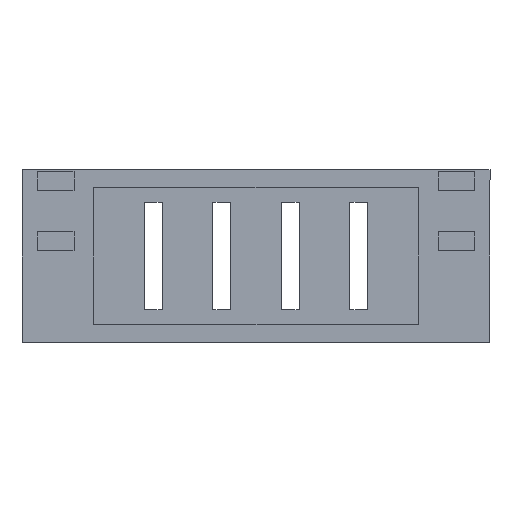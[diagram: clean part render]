
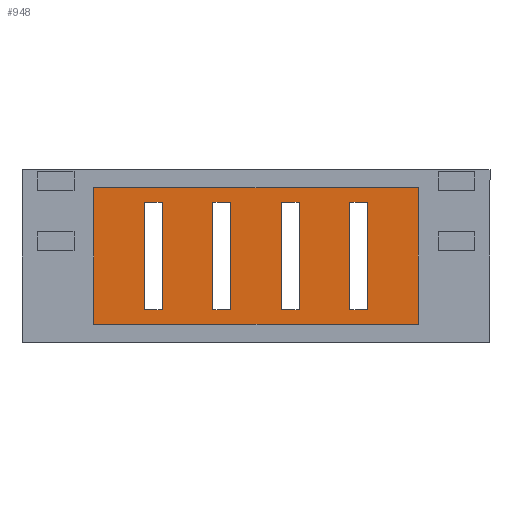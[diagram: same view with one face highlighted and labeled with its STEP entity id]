
A CAD part, front view. The second image highlights one B-rep face of the part: STEP entity #948.
In plain terms, the highlighted planar face has unit normal (0, -1, 0).
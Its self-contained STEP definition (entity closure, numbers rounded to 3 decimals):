
#19=FACE_BOUND('',#161,.T.);
#20=FACE_BOUND('',#162,.T.);
#21=FACE_BOUND('',#163,.T.);
#22=FACE_BOUND('',#164,.T.);
#58=PLANE('',#1018);
#109=FACE_OUTER_BOUND('',#160,.T.);
#160=EDGE_LOOP('',(#778,#779,#780,#781));
#161=EDGE_LOOP('',(#782,#783,#784,#785));
#162=EDGE_LOOP('',(#786,#787,#788,#789));
#163=EDGE_LOOP('',(#790,#791,#792,#793));
#164=EDGE_LOOP('',(#794,#795,#796,#797));
#228=LINE('',#1365,#352);
#231=LINE('',#1371,#355);
#234=LINE('',#1377,#358);
#237=LINE('',#1381,#361);
#240=LINE('',#1389,#364);
#243=LINE('',#1395,#367);
#246=LINE('',#1401,#370);
#249=LINE('',#1405,#373);
#252=LINE('',#1413,#376);
#255=LINE('',#1419,#379);
#258=LINE('',#1425,#382);
#261=LINE('',#1429,#385);
#264=LINE('',#1437,#388);
#267=LINE('',#1443,#391);
#270=LINE('',#1449,#394);
#273=LINE('',#1453,#397);
#276=LINE('',#1461,#400);
#278=LINE('',#1465,#402);
#281=LINE('',#1471,#405);
#282=LINE('',#1472,#406);
#352=VECTOR('',#1112,10.);
#355=VECTOR('',#1117,10.);
#358=VECTOR('',#1122,10.);
#361=VECTOR('',#1127,10.);
#364=VECTOR('',#1132,10.);
#367=VECTOR('',#1137,10.);
#370=VECTOR('',#1142,10.);
#373=VECTOR('',#1147,10.);
#376=VECTOR('',#1152,10.);
#379=VECTOR('',#1157,10.);
#382=VECTOR('',#1162,10.);
#385=VECTOR('',#1167,10.);
#388=VECTOR('',#1172,10.);
#391=VECTOR('',#1177,10.);
#394=VECTOR('',#1182,10.);
#397=VECTOR('',#1187,10.);
#400=VECTOR('',#1192,10.);
#402=VECTOR('',#1196,10.);
#405=VECTOR('',#1201,10.);
#406=VECTOR('',#1202,10.);
#476=VERTEX_POINT('',#1362);
#477=VERTEX_POINT('',#1364);
#479=VERTEX_POINT('',#1370);
#481=VERTEX_POINT('',#1376);
#484=VERTEX_POINT('',#1386);
#485=VERTEX_POINT('',#1388);
#487=VERTEX_POINT('',#1394);
#489=VERTEX_POINT('',#1400);
#492=VERTEX_POINT('',#1410);
#493=VERTEX_POINT('',#1412);
#495=VERTEX_POINT('',#1418);
#497=VERTEX_POINT('',#1424);
#500=VERTEX_POINT('',#1434);
#501=VERTEX_POINT('',#1436);
#503=VERTEX_POINT('',#1442);
#505=VERTEX_POINT('',#1448);
#508=VERTEX_POINT('',#1458);
#509=VERTEX_POINT('',#1460);
#510=VERTEX_POINT('',#1464);
#512=VERTEX_POINT('',#1470);
#568=EDGE_CURVE('',#477,#476,#228,.T.);
#571=EDGE_CURVE('',#479,#477,#231,.T.);
#574=EDGE_CURVE('',#481,#479,#234,.T.);
#577=EDGE_CURVE('',#476,#481,#237,.T.);
#580=EDGE_CURVE('',#485,#484,#240,.T.);
#583=EDGE_CURVE('',#487,#485,#243,.T.);
#586=EDGE_CURVE('',#489,#487,#246,.T.);
#589=EDGE_CURVE('',#484,#489,#249,.T.);
#592=EDGE_CURVE('',#493,#492,#252,.T.);
#595=EDGE_CURVE('',#495,#493,#255,.T.);
#598=EDGE_CURVE('',#497,#495,#258,.T.);
#601=EDGE_CURVE('',#492,#497,#261,.T.);
#604=EDGE_CURVE('',#501,#500,#264,.T.);
#607=EDGE_CURVE('',#503,#501,#267,.T.);
#610=EDGE_CURVE('',#505,#503,#270,.T.);
#613=EDGE_CURVE('',#500,#505,#273,.T.);
#616=EDGE_CURVE('',#509,#508,#276,.T.);
#618=EDGE_CURVE('',#509,#510,#278,.T.);
#621=EDGE_CURVE('',#512,#508,#281,.T.);
#622=EDGE_CURVE('',#512,#510,#282,.T.);
#778=ORIENTED_EDGE('',*,*,#616,.T.);
#779=ORIENTED_EDGE('',*,*,#621,.F.);
#780=ORIENTED_EDGE('',*,*,#622,.T.);
#781=ORIENTED_EDGE('',*,*,#618,.F.);
#782=ORIENTED_EDGE('',*,*,#568,.T.);
#783=ORIENTED_EDGE('',*,*,#577,.T.);
#784=ORIENTED_EDGE('',*,*,#574,.T.);
#785=ORIENTED_EDGE('',*,*,#571,.T.);
#786=ORIENTED_EDGE('',*,*,#580,.T.);
#787=ORIENTED_EDGE('',*,*,#589,.T.);
#788=ORIENTED_EDGE('',*,*,#586,.T.);
#789=ORIENTED_EDGE('',*,*,#583,.T.);
#790=ORIENTED_EDGE('',*,*,#592,.T.);
#791=ORIENTED_EDGE('',*,*,#601,.T.);
#792=ORIENTED_EDGE('',*,*,#598,.T.);
#793=ORIENTED_EDGE('',*,*,#595,.T.);
#794=ORIENTED_EDGE('',*,*,#604,.T.);
#795=ORIENTED_EDGE('',*,*,#613,.T.);
#796=ORIENTED_EDGE('',*,*,#610,.T.);
#797=ORIENTED_EDGE('',*,*,#607,.T.);
#948=ADVANCED_FACE('',(#109,#19,#20,#21,#22),#58,.F.);
#1018=AXIS2_PLACEMENT_3D('',#1469,#1199,#1200);
#1112=DIRECTION('',(0.,0.,1.));
#1117=DIRECTION('',(-1.,0.,0.));
#1122=DIRECTION('',(0.,0.,-1.));
#1127=DIRECTION('',(1.,0.,0.));
#1132=DIRECTION('',(0.,0.,1.));
#1137=DIRECTION('',(-1.,0.,0.));
#1142=DIRECTION('',(0.,0.,-1.));
#1147=DIRECTION('',(1.,0.,0.));
#1152=DIRECTION('',(0.,0.,1.));
#1157=DIRECTION('',(-1.,0.,0.));
#1162=DIRECTION('',(0.,0.,-1.));
#1167=DIRECTION('',(1.,0.,0.));
#1172=DIRECTION('',(0.,0.,1.));
#1177=DIRECTION('',(-1.,0.,0.));
#1182=DIRECTION('',(0.,0.,-1.));
#1187=DIRECTION('',(1.,0.,0.));
#1192=DIRECTION('',(1.,0.,0.));
#1196=DIRECTION('',(0.,0.,1.));
#1199=DIRECTION('center_axis',(0.,1.,0.));
#1200=DIRECTION('ref_axis',(0.,0.,1.));
#1201=DIRECTION('',(0.,0.,-1.));
#1202=DIRECTION('',(-1.,0.,0.));
#1362=CARTESIAN_POINT('',(72.3,157.,-64.001));
#1364=CARTESIAN_POINT('',(72.3,157.,-93.999));
#1365=CARTESIAN_POINT('',(72.3,157.,-86.5));
#1370=CARTESIAN_POINT('',(77.3,157.,-93.999));
#1371=CARTESIAN_POINT('',(71.275,157.,-93.999));
#1376=CARTESIAN_POINT('',(77.3,157.,-64.001));
#1377=CARTESIAN_POINT('',(77.3,157.,-71.501));
#1381=CARTESIAN_POINT('',(68.775,157.,-64.001));
#1386=CARTESIAN_POINT('',(53.2,157.,-64.001));
#1388=CARTESIAN_POINT('',(53.2,157.,-93.999));
#1389=CARTESIAN_POINT('',(53.2,157.,-86.5));
#1394=CARTESIAN_POINT('',(58.2,157.,-93.999));
#1395=CARTESIAN_POINT('',(61.725,157.,-93.999));
#1400=CARTESIAN_POINT('',(58.2,157.,-64.001));
#1401=CARTESIAN_POINT('',(58.2,157.,-71.501));
#1405=CARTESIAN_POINT('',(59.225,157.,-64.001));
#1410=CARTESIAN_POINT('',(91.4,157.,-64.001));
#1412=CARTESIAN_POINT('',(91.4,157.,-93.999));
#1413=CARTESIAN_POINT('',(91.4,157.,-86.5));
#1418=CARTESIAN_POINT('',(96.4,157.,-93.999));
#1419=CARTESIAN_POINT('',(80.825,157.,-93.999));
#1424=CARTESIAN_POINT('',(96.4,157.,-64.001));
#1425=CARTESIAN_POINT('',(96.4,157.,-71.501));
#1429=CARTESIAN_POINT('',(78.325,157.,-64.001));
#1434=CARTESIAN_POINT('',(34.1,157.,-64.001));
#1436=CARTESIAN_POINT('',(34.1,157.,-93.999));
#1437=CARTESIAN_POINT('',(34.1,157.,-86.5));
#1442=CARTESIAN_POINT('',(39.1,157.,-93.999));
#1443=CARTESIAN_POINT('',(52.175,157.,-93.999));
#1448=CARTESIAN_POINT('',(39.1,157.,-64.001));
#1449=CARTESIAN_POINT('',(39.1,157.,-71.501));
#1453=CARTESIAN_POINT('',(49.675,157.,-64.001));
#1458=CARTESIAN_POINT('',(110.5,157.,-97.999));
#1460=CARTESIAN_POINT('',(20.,157.,-97.999));
#1461=CARTESIAN_POINT('',(87.875,157.,-97.999));
#1464=CARTESIAN_POINT('',(20.,157.,-60.001));
#1465=CARTESIAN_POINT('',(20.,157.,-102.999));
#1469=CARTESIAN_POINT('Origin',(65.25,157.,-79.));
#1470=CARTESIAN_POINT('',(110.5,157.,-60.001));
#1471=CARTESIAN_POINT('',(110.5,157.,-55.001));
#1472=CARTESIAN_POINT('',(42.625,157.,-60.001));
